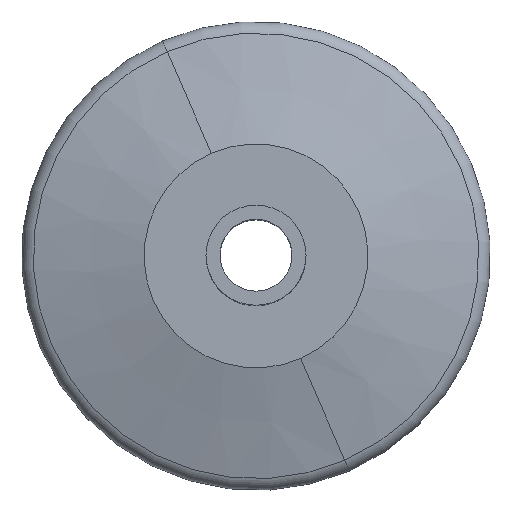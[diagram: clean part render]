
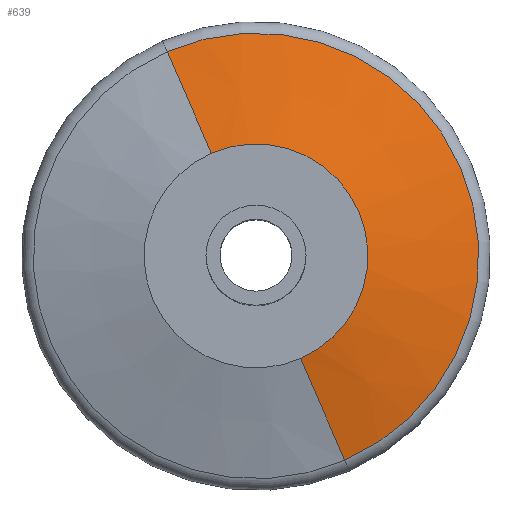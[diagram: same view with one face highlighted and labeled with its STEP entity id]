
A CAD part, top view. The second image highlights one B-rep face of the part: STEP entity #639.
In plain terms, the highlighted conical face has half-angle 75 degrees and reference radius 7.163 mm.
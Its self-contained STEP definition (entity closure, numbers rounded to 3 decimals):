
#75 = EDGE_CURVE ( 'NONE', #248, #388, #752, .T. ) ;
#80 = VERTEX_POINT ( 'NONE', #812 ) ;
#94 = DIRECTION ( 'NONE',  ( 0., 0., -1. ) ) ;
#101 = ORIENTED_EDGE ( 'NONE', *, *, #782, .F. ) ;
#137 = EDGE_CURVE ( 'NONE', #451, #80, #813, .T. ) ;
#200 = CARTESIAN_POINT ( 'NONE',  ( 0., 5.1, 0. ) ) ;
#219 = DIRECTION ( 'NONE',  ( 0., -1., 0. ) ) ;
#248 = VERTEX_POINT ( 'NONE', #788 ) ;
#306 = DIRECTION ( 'NONE',  ( 0., -1., 0. ) ) ;
#316 = VECTOR ( 'NONE', #849, 1000. ) ;
#317 = CARTESIAN_POINT ( 'NONE',  ( 0., 5.1, 7.163 ) ) ;
#388 = VERTEX_POINT ( 'NONE', #895 ) ;
#390 = EDGE_LOOP ( 'NONE', ( #101, #508, #829, #602 ) ) ;
#436 = AXIS2_PLACEMENT_3D ( 'NONE', #532, #438, #94 ) ;
#437 = CARTESIAN_POINT ( 'NONE',  ( 0., 5.1, -7.163 ) ) ;
#438 = DIRECTION ( 'NONE',  ( 0., -1., 0. ) ) ;
#451 = VERTEX_POINT ( 'NONE', #770 ) ;
#469 = FACE_OUTER_BOUND ( 'NONE', #390, .T. ) ;
#475 = EDGE_CURVE ( 'NONE', #388, #80, #513, .T. ) ;
#491 = CONICAL_SURFACE ( 'NONE', #885, 7.163, 1.309 ) ;
#508 = ORIENTED_EDGE ( 'NONE', *, *, #75, .T. ) ;
#513 = LINE ( 'NONE', #437, #316 ) ;
#532 = CARTESIAN_POINT ( 'NONE',  ( 0., 3.199, 0. ) ) ;
#578 = VECTOR ( 'NONE', #754, 1000. ) ;
#602 = ORIENTED_EDGE ( 'NONE', *, *, #137, .F. ) ;
#639 = ADVANCED_FACE ( 'NONE', ( #469 ), #491, .T. ) ;
#654 = CARTESIAN_POINT ( 'NONE',  ( 0., 5.1, 0. ) ) ;
#720 = DIRECTION ( 'NONE',  ( 0., 0., -1. ) ) ;
#752 = CIRCLE ( 'NONE', #755, 7.163 ) ;
#754 = DIRECTION ( 'NONE',  ( 0., -0.259, 0.966 ) ) ;
#755 = AXIS2_PLACEMENT_3D ( 'NONE', #654, #219, #720 ) ;
#770 = CARTESIAN_POINT ( 'NONE',  ( 0., 3.199, 14.259 ) ) ;
#782 = EDGE_CURVE ( 'NONE', #248, #451, #783, .T. ) ;
#783 = LINE ( 'NONE', #317, #578 ) ;
#788 = CARTESIAN_POINT ( 'NONE',  ( 0., 5.1, 7.163 ) ) ;
#812 = CARTESIAN_POINT ( 'NONE',  ( 0., 3.199, -14.259 ) ) ;
#813 = CIRCLE ( 'NONE', #436, 14.259 ) ;
#829 = ORIENTED_EDGE ( 'NONE', *, *, #475, .T. ) ;
#849 = DIRECTION ( 'NONE',  ( 0., -0.259, -0.966 ) ) ;
#885 = AXIS2_PLACEMENT_3D ( 'NONE', #200, #306, #889 ) ;
#889 = DIRECTION ( 'NONE',  ( 0., 0., -1. ) ) ;
#895 = CARTESIAN_POINT ( 'NONE',  ( 0., 5.1, -7.163 ) ) ;
